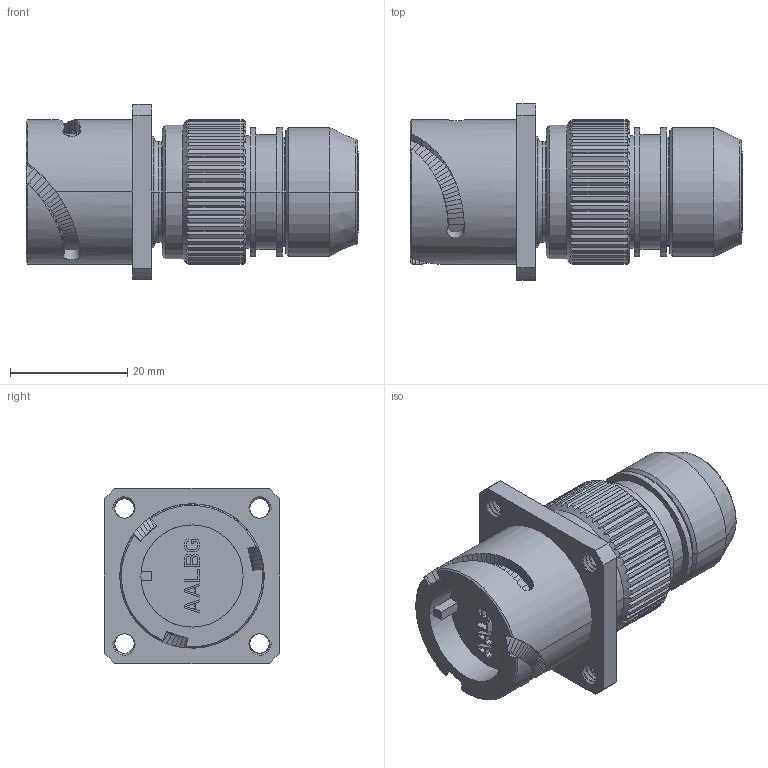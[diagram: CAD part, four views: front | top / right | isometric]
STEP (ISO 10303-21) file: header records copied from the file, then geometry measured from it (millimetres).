
FILE_DESCRIPTION((''),'2;1');
FILE_NAME('VG95234N-14S_SW0001','2023-03-23T10:55:58',('paultorloting'),('NET AG system integration'),'CREO PARAMETRIC BY PTC INC, 2021404','CREO PARAMETRIC BY PTC INC, 2021404','');
FILE_SCHEMA(('AUTOMOTIVE_DESIGN { 1 0 10303 214 1 1 1 1 }'));
Length unit declared in the file: millimetre
Products named in the file (1): VG95234N-14S_SW0001
Bounding box: 56.6 x 30 x 30 mm (x, y, z)
Volume: 22356.5 mm3; surface area: 8418.6 mm2
Topology: 1 solids, 1 shells, 759 faces, 2014 edges, 1289 vertices
Faces by surface type: plane 380, bspline 223, cylinder 118, cone 26, torus 12
Entity records: 34995 total; most frequent: CARTESIAN_POINT 13862, ORIENTED_EDGE 4028, DIRECTION 2700, EDGE_CURVE 2014, VERTEX_POINT 1289, VECTOR 1151, LINE 1151, EDGE_LOOP 799
